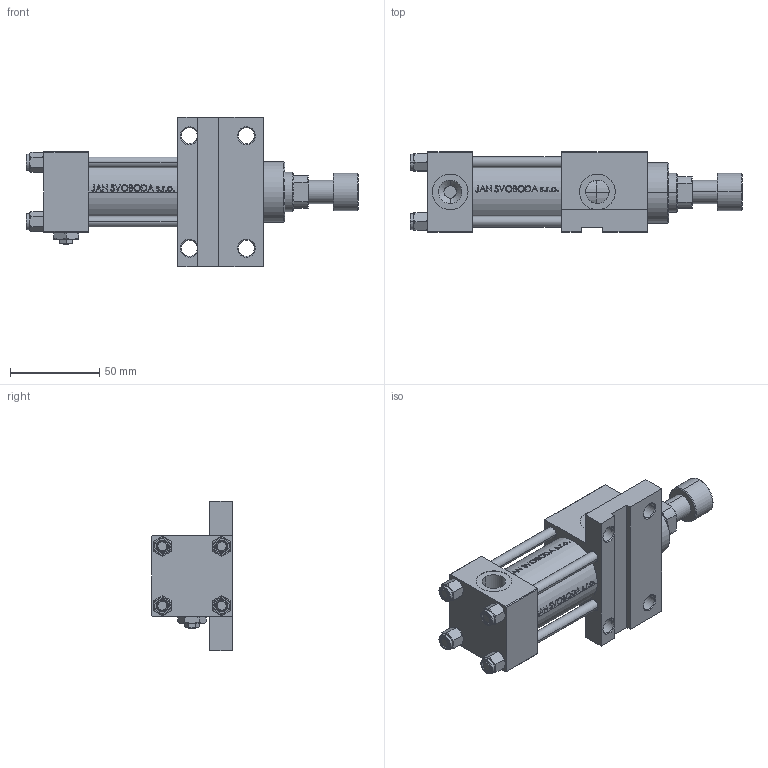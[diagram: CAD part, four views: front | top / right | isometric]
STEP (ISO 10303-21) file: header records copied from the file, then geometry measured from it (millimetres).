
FILE_DESCRIPTION (( 'STEP AP203' ), '1' );
FILE_NAME ('9c90.STEP', '2024-02-13T11:07:47', ( '' ), ( '' ), 'SwSTEP 2.0', 'SolidWorks 2019', '' );
FILE_SCHEMA (( 'CONFIG_CONTROL_DESIGN' ));
Length unit declared in the file: millimetre
Products named in the file (8): V215CR_ROD_END_F 86bc154dde47c1535b8600c716e02367; V215CR_F_TYCINKA 86bc154dde47c1535b8600c716e02367; Zatka_pro_OIL_PORT 86bc154dde47c1535b8600c716e02367; V215CR_F_Body 86bc154dde47c1535b8600c716e02367; 9c90; V215CR_VCP_F 86bc154dde47c1535b8600c716e02367; NUT_M5_F 86bc154dde47c1535b8600c716e02367; V215_VC_A 86bc154dde47c1535b8600c716e02367
Assembly tree (13 placements, depth 2):
  9c90
    V215CR_F_Body 86bc154dde47c1535b8600c716e02367
    V215CR_VCP_F 86bc154dde47c1535b8600c716e02367
    V215CR_F_TYCINKA 86bc154dde47c1535b8600c716e02367  x4
    NUT_M5_F 86bc154dde47c1535b8600c716e02367  x4
    V215_VC_A 86bc154dde47c1535b8600c716e02367
    V215CR_ROD_END_F 86bc154dde47c1535b8600c716e02367
    Zatka_pro_OIL_PORT 86bc154dde47c1535b8600c716e02367
Bounding box: 186 x 45 x 84 mm (x, y, z)
Volume: 233761.3 mm3; surface area: 80103.2 mm2
Topology: 13 solids, 13 shells, 1161 faces, 2863 edges, 1843 vertices
Faces by surface type: plane 461, bspline 380, cone 174, cylinder 134, torus 12
Entity records: 49695 total; most frequent: CARTESIAN_POINT 26510, ORIENTED_EDGE 5218, DIRECTION 3361, EDGE_CURVE 2609, VERTEX_POINT 1699, VECTOR 1325, LINE 1325, EDGE_LOOP 1178
